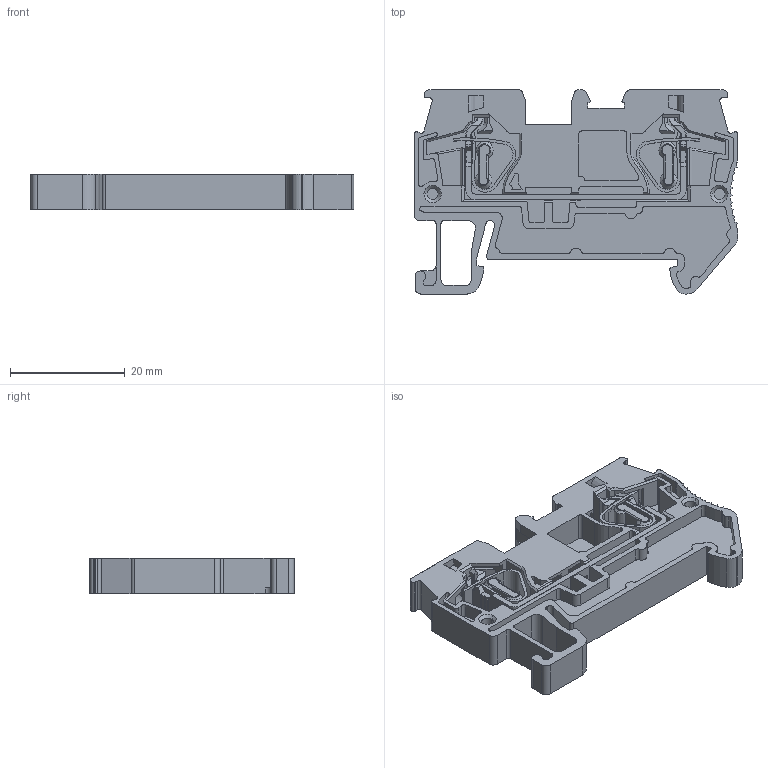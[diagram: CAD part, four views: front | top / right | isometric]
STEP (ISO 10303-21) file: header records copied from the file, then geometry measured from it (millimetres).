
FILE_DESCRIPTION (( 'STEP AP214' ), '1' );
FILE_NAME ('FJ6-4.STEP', '2024-08-23T11:10:30', ( 'Windows User' ), ( 'P R C' ), 'SwSTEP 2.0', 'SolidWorks 2018', '' );
FILE_SCHEMA (( 'AUTOMOTIVE_DESIGN' ));
Length unit declared in the file: millimetre
Products named in the file (1): FJ6-4
Bounding box: 56.36 x 35.53 x 6.14 mm (x, y, z)
Volume: 4609.8 mm3; surface area: 9448.9 mm2
Topology: 4 solids, 4 shells, 893 faces, 2511 edges, 1633 vertices
Faces by surface type: plane 467, cylinder 346, bspline 58, cone 22
Entity records: 29884 total; most frequent: CARTESIAN_POINT 6842, ORIENTED_EDGE 5022, DIRECTION 4661, EDGE_CURVE 2511, LINE 1639, VECTOR 1639, VERTEX_POINT 1633, AXIS2_PLACEMENT_3D 1511
